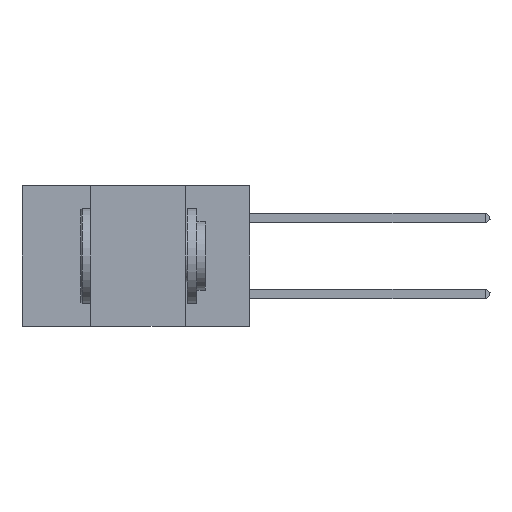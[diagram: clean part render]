
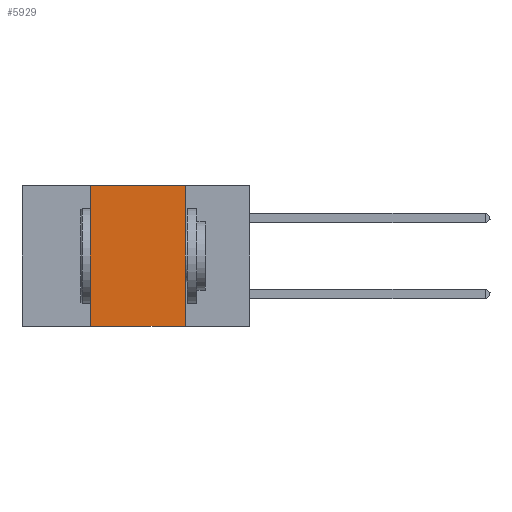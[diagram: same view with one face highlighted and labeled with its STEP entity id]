
A CAD part, left-side view. The second image highlights one B-rep face of the part: STEP entity #5929.
In plain terms, the highlighted planar face has unit normal (-1, 0, 0).
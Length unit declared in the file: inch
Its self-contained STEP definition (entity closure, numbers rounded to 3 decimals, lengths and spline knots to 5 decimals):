
#619 = CARTESIAN_POINT ( 'NONE',  ( 0., 0.17, 0. ) ) ;
#945 = AXIS2_PLACEMENT_3D ( 'NONE', #2270, #1039, #4290 ) ;
#1039 = DIRECTION ( 'NONE',  ( 1., 0., 0. ) ) ;
#1540 = DIRECTION ( 'NONE',  ( 0., 0., 1. ) ) ;
#1715 = ORIENTED_EDGE ( 'NONE', *, *, #2709, .F. ) ;
#2150 = VECTOR ( 'NONE', #3450, 39.37008 ) ;
#2270 = CARTESIAN_POINT ( 'NONE',  ( 0., 0.6, 0. ) ) ;
#2709 = EDGE_CURVE ( 'NONE', #3991, #8807, #13211, .T. ) ;
#3017 = CARTESIAN_POINT ( 'NONE',  ( 0., 0.42, -0.37 ) ) ;
#3450 = DIRECTION ( 'NONE',  ( 0., -1., 0. ) ) ;
#3849 = DIRECTION ( 'NONE',  ( 0., 0., -1. ) ) ;
#3991 = VERTEX_POINT ( 'NONE', #9488 ) ;
#4290 = DIRECTION ( 'NONE',  ( 0., 0., -1. ) ) ;
#5033 = FACE_OUTER_BOUND ( 'NONE', #11624, .T. ) ;
#5518 = LINE ( 'NONE', #8560, #6369 ) ;
#5834 = CARTESIAN_POINT ( 'NONE',  ( 0., 0.6, 0. ) ) ;
#5929 = ADVANCED_FACE ( 'NONE', ( #5033 ), #8746, .F. ) ;
#6232 = EDGE_CURVE ( 'NONE', #6622, #10063, #8792, .T. ) ;
#6369 = VECTOR ( 'NONE', #11849, 39.37008 ) ;
#6622 = VERTEX_POINT ( 'NONE', #3017 ) ;
#7052 = CARTESIAN_POINT ( 'NONE',  ( 0., 0.42, 0. ) ) ;
#7593 = EDGE_CURVE ( 'NONE', #6622, #8807, #5518, .T. ) ;
#8361 = ORIENTED_EDGE ( 'NONE', *, *, #7593, .T. ) ;
#8560 = CARTESIAN_POINT ( 'NONE',  ( 0., 0.6, -0.37 ) ) ;
#8746 = PLANE ( 'NONE',  #945 ) ;
#8792 = LINE ( 'NONE', #10269, #12251 ) ;
#8807 = VERTEX_POINT ( 'NONE', #13171 ) ;
#9488 = CARTESIAN_POINT ( 'NONE',  ( 0., 0.17, 0. ) ) ;
#10063 = VERTEX_POINT ( 'NONE', #7052 ) ;
#10269 = CARTESIAN_POINT ( 'NONE',  ( 0., 0.42, 0. ) ) ;
#11114 = VECTOR ( 'NONE', #3849, 39.37008 ) ;
#11624 = EDGE_LOOP ( 'NONE', ( #1715, #12750, #13836, #8361 ) ) ;
#11849 = DIRECTION ( 'NONE',  ( 0., -1., 0. ) ) ;
#12251 = VECTOR ( 'NONE', #1540, 39.37008 ) ;
#12750 = ORIENTED_EDGE ( 'NONE', *, *, #13535, .F. ) ;
#13171 = CARTESIAN_POINT ( 'NONE',  ( 0., 0.17, -0.37 ) ) ;
#13211 = LINE ( 'NONE', #619, #11114 ) ;
#13535 = EDGE_CURVE ( 'NONE', #10063, #3991, #14223, .T. ) ;
#13836 = ORIENTED_EDGE ( 'NONE', *, *, #6232, .F. ) ;
#14223 = LINE ( 'NONE', #5834, #2150 ) ;
